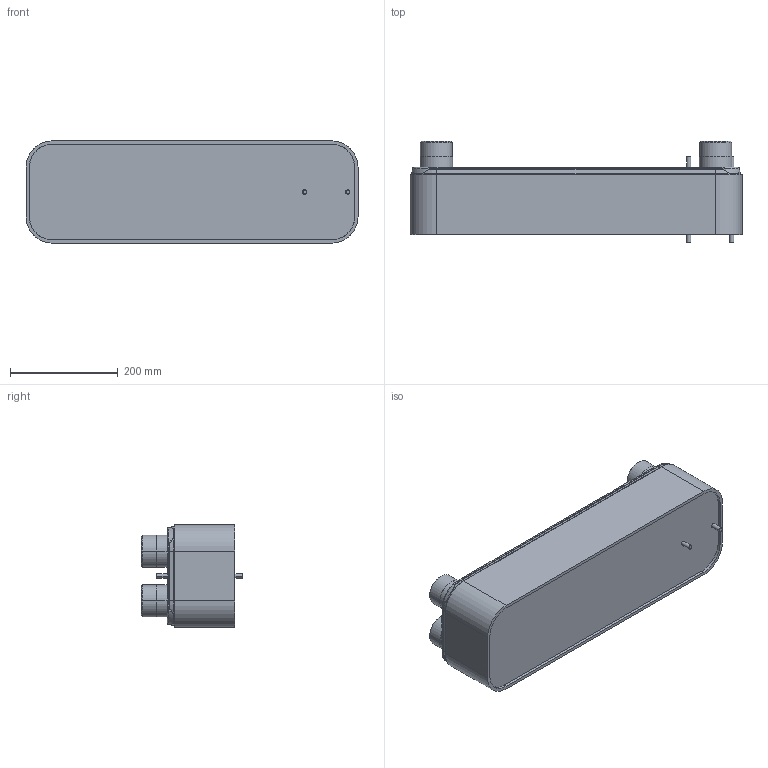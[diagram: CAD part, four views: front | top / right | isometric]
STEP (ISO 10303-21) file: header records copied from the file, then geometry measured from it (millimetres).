
FILE_DESCRIPTION((''),'2;1');
FILE_NAME('ALFANOVA76_40H_3288000893_ASM','2015-07-01T',('CNSHIPU'),(''),'PRO/ENGINEER BY PARAMETRIC TECHNOLOGY CORPORATION, 2014200','PRO/ENGINEER BY PARAMETRIC TECHNOLOGY CORPORATION, 2014200','');
FILE_SCHEMA(('CONFIG_CONTROL_DESIGN'));
Length unit declared in the file: millimetre
Products named in the file (8): AN76_40_CH_BLOCK; CB76_SEAL; AN76_FP_S1S2S3S4_51; AN76_FP_SEAL_S1S2S3S4_51_ASM; AN76L_PP; SB_M8_20; 1625782-02; ALFANOVA76_40H_3288000893_ASM
Assembly tree (13 placements, depth 3):
  ALFANOVA76_40H_3288000893_ASM
    AN76_40_CH_BLOCK
    AN76_FP_SEAL_S1S2S3S4_51_ASM
      CB76_SEAL
      AN76_FP_S1S2S3S4_51
    AN76L_PP
    SB_M8_20  x4
    1625782-02  x4
Bounding box: 617 x 188 x 190 mm (x, y, z)
Volume: 11869354.2 mm3; surface area: 1061444.7 mm2
Topology: 12 solids, 20 shells, 426 faces, 1033 edges, 650 vertices
Faces by surface type: cylinder 155, plane 135, cone 64, torus 48, bspline 24
Entity records: 12218 total; most frequent: CARTESIAN_POINT 4461, DIRECTION 1625, ORIENTED_EDGE 1578, EDGE_CURVE 793, AXIS2_PLACEMENT_3D 626, VERTEX_POINT 506, VECTOR 373, LINE 373
